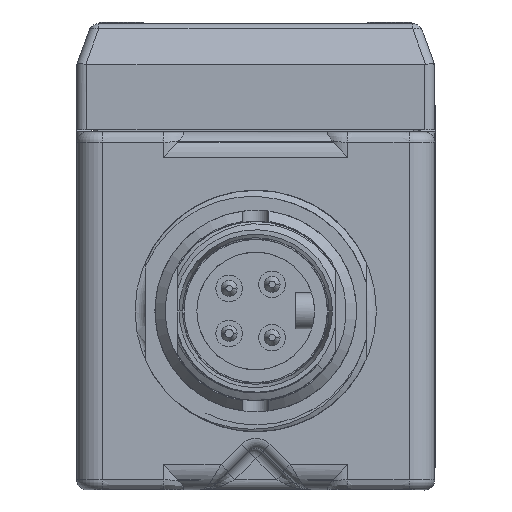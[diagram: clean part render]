
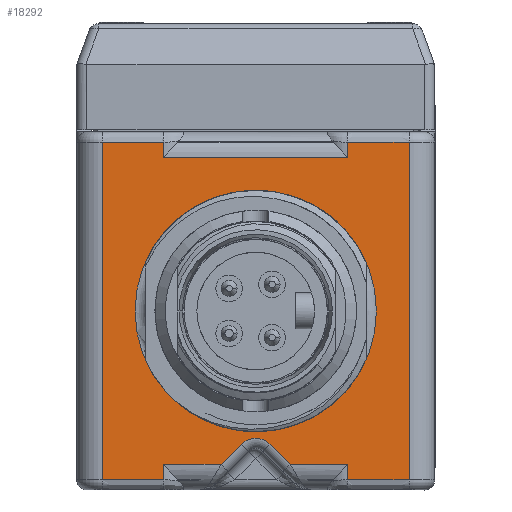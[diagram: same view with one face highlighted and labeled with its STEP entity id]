
A CAD part, front view. The second image highlights one B-rep face of the part: STEP entity #18292.
In plain terms, the highlighted planar face has unit normal (0, -1, 0).
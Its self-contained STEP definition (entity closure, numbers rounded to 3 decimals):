
#1=CARTESIAN_POINT('',(-19.045,-59.44,20.955));
#2=CARTESIAN_POINT('',(-18.521,-59.44,20.955));
#3=CARTESIAN_POINT('',(-17.509,-59.44,20.955));
#4=CARTESIAN_POINT('',(-16.1,-59.44,20.955));
#5=CARTESIAN_POINT('',(-14.789,-59.44,20.955));
#6=CARTESIAN_POINT('',(-13.573,-59.44,20.955));
#7=CARTESIAN_POINT('',(-12.448,-59.44,20.956));
#8=CARTESIAN_POINT('',(-11.759,-59.44,20.953));
#9=CARTESIAN_POINT('',(-11.43,-59.44,20.955));
#11=DIRECTION('',(0.,0.,-1.));
#12=VECTOR('',#11,1.91);
#13=CARTESIAN_POINT('',(-11.43,-59.44,20.955));
#14=LINE('',#13,#12);
#15=DIRECTION('',(0.,0.,-1.));
#16=VECTOR('',#15,1.91);
#17=CARTESIAN_POINT('',(11.43,-59.44,20.955));
#18=LINE('',#17,#16);
#19=CARTESIAN_POINT('',(11.43,-59.44,20.955));
#20=CARTESIAN_POINT('',(11.759,-59.44,20.953));
#21=CARTESIAN_POINT('',(12.448,-59.44,20.956));
#22=CARTESIAN_POINT('',(13.574,-59.44,20.955));
#23=CARTESIAN_POINT('',(14.79,-59.44,20.955));
#24=CARTESIAN_POINT('',(16.1,-59.44,20.955));
#25=CARTESIAN_POINT('',(17.509,-59.44,20.955));
#26=CARTESIAN_POINT('',(18.521,-59.44,20.955));
#27=CARTESIAN_POINT('',(19.045,-59.44,20.955));
#29=CARTESIAN_POINT('',(19.045,-59.44,-20.955));
#30=CARTESIAN_POINT('',(18.521,-59.44,-20.955));
#31=CARTESIAN_POINT('',(17.509,-59.44,-20.955));
#32=CARTESIAN_POINT('',(16.1,-59.44,-20.955));
#33=CARTESIAN_POINT('',(14.79,-59.44,-20.955));
#34=CARTESIAN_POINT('',(13.574,-59.44,-20.955));
#35=CARTESIAN_POINT('',(12.447,-59.44,-20.956));
#36=CARTESIAN_POINT('',(11.759,-59.44,-20.953));
#37=CARTESIAN_POINT('',(11.43,-59.44,-20.955));
#39=DIRECTION('',(0.,0.,-1.));
#40=VECTOR('',#39,1.91);
#41=CARTESIAN_POINT('',(11.43,-59.44,-19.045));
#42=LINE('',#41,#40);
#43=DIRECTION('',(0.,0.,-1.));
#44=VECTOR('',#43,1.91);
#45=CARTESIAN_POINT('',(-11.43,-59.44,-19.045));
#46=LINE('',#45,#44);
#47=CARTESIAN_POINT('',(-11.43,-59.44,-20.955));
#48=CARTESIAN_POINT('',(-11.759,-59.44,-20.953));
#49=CARTESIAN_POINT('',(-12.448,-59.44,-20.956));
#50=CARTESIAN_POINT('',(-13.573,-59.44,-20.955));
#51=CARTESIAN_POINT('',(-14.789,-59.44,-20.955));
#52=CARTESIAN_POINT('',(-16.1,-59.44,-20.955));
#53=CARTESIAN_POINT('',(-17.509,-59.44,-20.955));
#54=CARTESIAN_POINT('',(-18.521,-59.44,-20.955));
#55=CARTESIAN_POINT('',(-19.045,-59.44,-20.955));
#57=DIRECTION('',(0.,0.,1.));
#58=VECTOR('',#57,41.91);
#59=CARTESIAN_POINT('',(-19.045,-59.44,-20.955));
#60=LINE('',#59,#58);
#61=CARTESIAN_POINT('',(0.,-59.44,0.));
#62=DIRECTION('',(0.,-1.,0.));
#63=DIRECTION('',(0.,0.,-1.));
#64=AXIS2_PLACEMENT_3D('',#61,#62,#63);
#66=CARTESIAN_POINT('',(0.,-59.44,0.));
#67=DIRECTION('',(0.,-1.,0.));
#68=DIRECTION('',(0.,0.,1.));
#69=AXIS2_PLACEMENT_3D('',#66,#67,#68);
#7258=DIRECTION('',(1.,0.,0.));
#7259=VECTOR('',#7258,7.142);
#7260=CARTESIAN_POINT('',(-11.43,-59.44,-19.045));
#7261=LINE('',#7260,#7259);
#7297=CARTESIAN_POINT('',(-4.288,-59.44,-19.045));
#7366=CARTESIAN_POINT('',(0.,-59.44,-18.349));
#7367=DIRECTION('',(0.,1.,0.));
#7368=DIRECTION('',(-0.707,0.,0.707));
#7369=AXIS2_PLACEMENT_3D('',#7366,#7367,#7368);
#7371=DIRECTION('',(0.707,0.,0.707));
#7372=VECTOR('',#7371,3.525);
#7373=CARTESIAN_POINT('',(-4.288,-59.44,-19.045));
#7374=LINE('',#7373,#7372);
#7384=DIRECTION('',(-0.707,0.,0.707));
#7385=VECTOR('',#7384,3.525);
#7386=CARTESIAN_POINT('',(4.288,-59.44,-19.045));
#7387=LINE('',#7386,#7385);
#7548=DIRECTION('',(1.,0.,0.));
#7549=VECTOR('',#7548,7.142);
#7550=CARTESIAN_POINT('',(4.288,-59.44,-19.045));
#7551=LINE('',#7550,#7549);
#7657=DIRECTION('',(0.,0.,1.));
#7658=VECTOR('',#7657,41.91);
#7659=CARTESIAN_POINT('',(19.045,-59.44,-20.955));
#7660=LINE('',#7659,#7658);
#7939=DIRECTION('',(-1.,0.,0.));
#7940=VECTOR('',#7939,22.86);
#7941=CARTESIAN_POINT('',(11.43,-59.44,19.045));
#7942=LINE('',#7941,#7940);
#15964=CARTESIAN_POINT('',(0.,-59.44,-14.985));
#15965=CARTESIAN_POINT('',(0.,-59.44,14.985));
#15966=VERTEX_POINT('',#15964);
#15967=VERTEX_POINT('',#15965);
#16024=VERTEX_POINT('',#7297);
#16025=CARTESIAN_POINT('',(-1.796,-59.44,-16.553));
#16026=VERTEX_POINT('',#16025);
#16031=CARTESIAN_POINT('',(1.796,-59.44,-16.553));
#16032=VERTEX_POINT('',#16031);
#16033=CARTESIAN_POINT('',(4.288,-59.44,-19.045));
#16034=VERTEX_POINT('',#16033);
#16161=CARTESIAN_POINT('',(19.045,-59.44,20.955));
#16162=VERTEX_POINT('',#16161);
#16165=VERTEX_POINT('',#1);
#16166=VERTEX_POINT('',#9);
#16168=VERTEX_POINT('',#19);
#16181=CARTESIAN_POINT('',(-19.045,-59.44,-20.955));
#16182=VERTEX_POINT('',#16181);
#16185=VERTEX_POINT('',#29);
#16186=VERTEX_POINT('',#37);
#16188=VERTEX_POINT('',#47);
#16195=CARTESIAN_POINT('',(-11.43,-59.44,19.045));
#16196=VERTEX_POINT('',#16195);
#16263=CARTESIAN_POINT('',(11.43,-59.44,19.045));
#16264=VERTEX_POINT('',#16263);
#16267=CARTESIAN_POINT('',(-11.43,-59.44,-19.045));
#16268=VERTEX_POINT('',#16267);
#16269=CARTESIAN_POINT('',(11.43,-59.44,-19.045));
#16270=VERTEX_POINT('',#16269);
#18247=CARTESIAN_POINT('',(0.,-59.44,0.));
#18248=DIRECTION('',(0.,1.,0.));
#18249=DIRECTION('',(1.,0.,0.));
#18250=AXIS2_PLACEMENT_3D('',#18247,#18248,#18249);
#18251=PLANE('',#18250);
#18253=ORIENTED_EDGE('',*,*,#18252,.T.);
#18255=ORIENTED_EDGE('',*,*,#18254,.T.);
#18257=ORIENTED_EDGE('',*,*,#18256,.F.);
#18259=ORIENTED_EDGE('',*,*,#18258,.F.);
#18261=ORIENTED_EDGE('',*,*,#18260,.T.);
#18263=ORIENTED_EDGE('',*,*,#18262,.F.);
#18265=ORIENTED_EDGE('',*,*,#18264,.T.);
#18267=ORIENTED_EDGE('',*,*,#18266,.F.);
#18269=ORIENTED_EDGE('',*,*,#18268,.F.);
#18271=ORIENTED_EDGE('',*,*,#18270,.T.);
#18273=ORIENTED_EDGE('',*,*,#18272,.F.);
#18275=ORIENTED_EDGE('',*,*,#18274,.F.);
#18277=ORIENTED_EDGE('',*,*,#18276,.F.);
#18279=ORIENTED_EDGE('',*,*,#18278,.T.);
#18281=ORIENTED_EDGE('',*,*,#18280,.T.);
#18283=ORIENTED_EDGE('',*,*,#18282,.T.);
#18284=EDGE_LOOP('',(#18253,#18255,#18257,#18259,#18261,#18263,#18265,#18267,
#18269,#18271,#18273,#18275,#18277,#18279,#18281,#18283));
#18285=FACE_OUTER_BOUND('',#18284,.F.);
#18287=ORIENTED_EDGE('',*,*,#18286,.T.);
#18289=ORIENTED_EDGE('',*,*,#18288,.T.);
#18290=EDGE_LOOP('',(#18287,#18289));
#18291=FACE_BOUND('',#18290,.F.);
#18292=ADVANCED_FACE('',(#18285,#18291),#18251,.F.);
#10=B_SPLINE_CURVE_WITH_KNOTS('',3,(#1,#2,#3,#4,#5,#6,#7,#8,#9),.UNSPECIFIED.,
.F.,.F.,(4,1,1,1,1,1,4),(0.,0.167,0.333,0.5,
0.667,0.833,1.),.UNSPECIFIED.);
#28=B_SPLINE_CURVE_WITH_KNOTS('',3,(#19,#20,#21,#22,#23,#24,#25,#26,#27),
.UNSPECIFIED.,.F.,.F.,(4,1,1,1,1,1,4),(0.,0.167,0.333,
0.5,0.667,0.833,1.),.UNSPECIFIED.);
#38=B_SPLINE_CURVE_WITH_KNOTS('',3,(#29,#30,#31,#32,#33,#34,#35,#36,#37),
.UNSPECIFIED.,.F.,.F.,(4,1,1,1,1,1,4),(0.,0.167,0.333,
0.5,0.667,0.833,1.),.UNSPECIFIED.);
#56=B_SPLINE_CURVE_WITH_KNOTS('',3,(#47,#48,#49,#50,#51,#52,#53,#54,#55),
.UNSPECIFIED.,.F.,.F.,(4,1,1,1,1,1,4),(0.,0.167,0.333,
0.5,0.667,0.833,1.),.UNSPECIFIED.);
#65=CIRCLE('',#64,14.985);
#70=CIRCLE('',#69,14.985);
#7370=CIRCLE('',#7369,2.54);
#18252=EDGE_CURVE('',#16165,#16166,#10,.T.);
#18254=EDGE_CURVE('',#16166,#16196,#14,.T.);
#18256=EDGE_CURVE('',#16264,#16196,#7942,.T.);
#18258=EDGE_CURVE('',#16168,#16264,#18,.T.);
#18260=EDGE_CURVE('',#16168,#16162,#28,.T.);
#18262=EDGE_CURVE('',#16185,#16162,#7660,.T.);
#18264=EDGE_CURVE('',#16185,#16186,#38,.T.);
#18266=EDGE_CURVE('',#16270,#16186,#42,.T.);
#18268=EDGE_CURVE('',#16034,#16270,#7551,.T.);
#18270=EDGE_CURVE('',#16034,#16032,#7387,.T.);
#18272=EDGE_CURVE('',#16026,#16032,#7370,.T.);
#18274=EDGE_CURVE('',#16024,#16026,#7374,.T.);
#18276=EDGE_CURVE('',#16268,#16024,#7261,.T.);
#18278=EDGE_CURVE('',#16268,#16188,#46,.T.);
#18280=EDGE_CURVE('',#16188,#16182,#56,.T.);
#18282=EDGE_CURVE('',#16182,#16165,#60,.T.);
#18286=EDGE_CURVE('',#15966,#15967,#65,.T.);
#18288=EDGE_CURVE('',#15967,#15966,#70,.T.);
